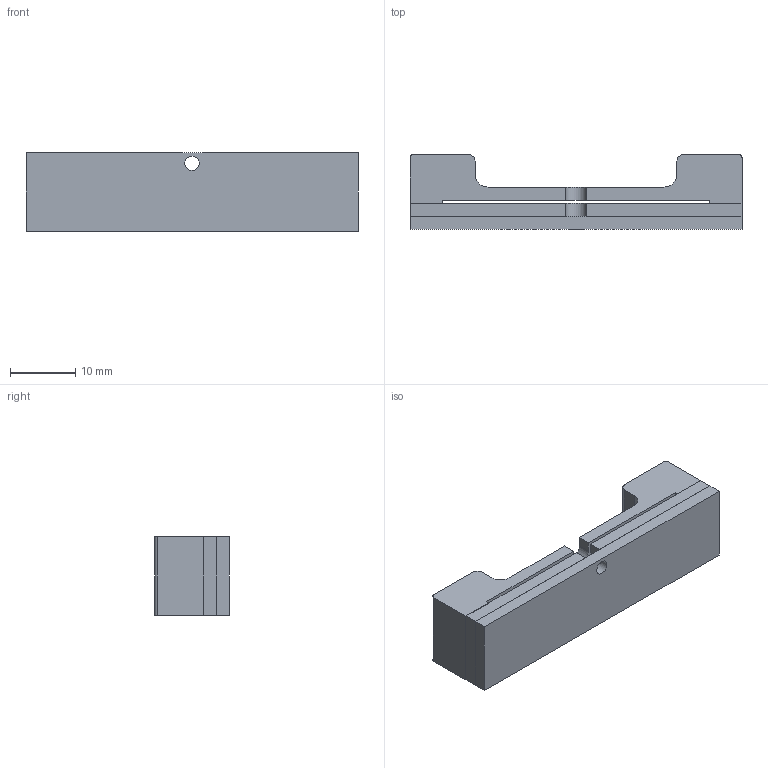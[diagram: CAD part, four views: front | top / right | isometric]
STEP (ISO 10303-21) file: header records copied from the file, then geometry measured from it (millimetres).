
FILE_DESCRIPTION(/* description */ (''),/* implementation_level */ '2;1');
FILE_NAME(/* name */ 'Sample Cutter.step',/* time_stamp */ '2023-07-15T16:16:28-07:00',/* author */ (''),/* organization */ (''),/* preprocessor_version */ 'ST-DEVELOPER v19.2',/* originating_system */ 'Autodesk Translation Framework v12.6.0.85',/* authorisation */ '');
FILE_SCHEMA (('AUTOMOTIVE_DESIGN { 1 0 10303 214 3 1 1 }'));
Length unit declared in the file: millimetre
Products named in the file (3): Sample Cutter; Acrylic Viewer; Acrylic End Stop
Assembly tree (2 placements, depth 2):
  Sample Cutter
    Acrylic Viewer
    Acrylic End Stop
Bounding box: 51 x 11.5 x 12 mm (x, y, z)
Volume: 4902 mm3; surface area: 4858.1 mm2
Topology: 3 solids, 3 shells, 41 faces, 105 edges, 70 vertices
Faces by surface type: plane 32, cylinder 9
Full cylindrical faces by diameter (mm): 2.2 x1
Entity records: 1341 total; most frequent: CARTESIAN_POINT 221, DIRECTION 215, ORIENTED_EDGE 210, EDGE_CURVE 105, LINE 87, VECTOR 87, VERTEX_POINT 70, AXIS2_PLACEMENT_3D 64
